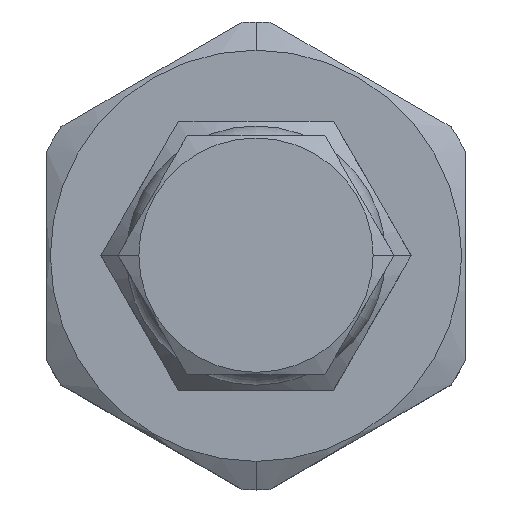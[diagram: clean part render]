
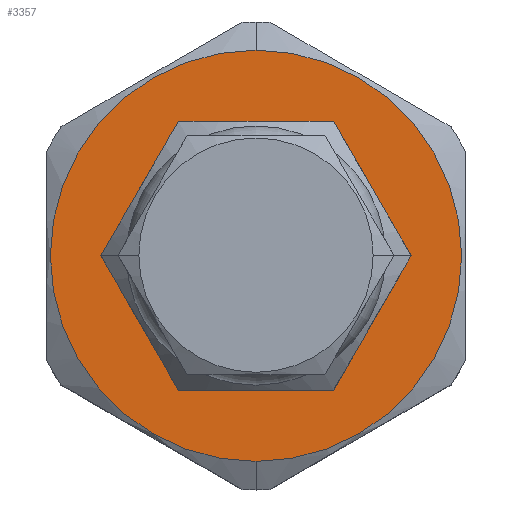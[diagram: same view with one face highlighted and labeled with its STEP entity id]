
A CAD part, top view. The second image highlights one B-rep face of the part: STEP entity #3357.
In plain terms, the highlighted planar face has unit normal (0, 0, 1).
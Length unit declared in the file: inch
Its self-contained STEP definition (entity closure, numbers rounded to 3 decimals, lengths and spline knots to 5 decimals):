
#787=CARTESIAN_POINT('',(0.,0.,2.561));
#788=DIRECTION('',(0.,0.,1.));
#789=DIRECTION('',(0.,-1.,0.));
#790=AXIS2_PLACEMENT_3D('',#787,#788,#789);
#792=CARTESIAN_POINT('',(0.,0.,2.561));
#793=DIRECTION('',(0.,0.,1.));
#794=DIRECTION('',(0.,1.,0.));
#795=AXIS2_PLACEMENT_3D('',#792,#793,#794);
#797=CARTESIAN_POINT('',(0.,0.,2.561));
#798=DIRECTION('',(0.,0.,1.));
#799=DIRECTION('',(-1.,0.,0.));
#800=AXIS2_PLACEMENT_3D('',#797,#798,#799);
#802=CARTESIAN_POINT('',(0.,0.,2.561));
#803=DIRECTION('',(0.,0.,1.));
#804=DIRECTION('',(1.,0.,0.));
#805=AXIS2_PLACEMENT_3D('',#802,#803,#804);
#2295=CARTESIAN_POINT('',(0.,-0.43,2.561));
#2296=CARTESIAN_POINT('',(0.,0.43,2.561));
#2297=VERTEX_POINT('',#2295);
#2298=VERTEX_POINT('',#2296);
#2491=CARTESIAN_POINT('',(-0.271,0.,2.561));
#2492=CARTESIAN_POINT('',(0.271,0.,2.561));
#2493=VERTEX_POINT('',#2491);
#2494=VERTEX_POINT('',#2492);
#3341=CARTESIAN_POINT('',(0.,0.,2.561));
#3342=DIRECTION('',(0.,0.,1.));
#3343=DIRECTION('',(0.,1.,0.));
#3344=AXIS2_PLACEMENT_3D('',#3341,#3342,#3343);
#3345=PLANE('',#3344);
#3347=ORIENTED_EDGE('',*,*,#3346,.F.);
#3349=ORIENTED_EDGE('',*,*,#3348,.F.);
#3350=EDGE_LOOP('',(#3347,#3349));
#3351=FACE_OUTER_BOUND('',#3350,.F.);
#3353=ORIENTED_EDGE('',*,*,#3352,.T.);
#3354=ORIENTED_EDGE('',*,*,#3331,.T.);
#3355=EDGE_LOOP('',(#3353,#3354));
#3356=FACE_BOUND('',#3355,.F.);
#3357=ADVANCED_FACE('',(#3351,#3356),#3345,.T.);
#791=CIRCLE('',#790,0.43);
#796=CIRCLE('',#795,0.43);
#801=CIRCLE('',#800,0.271);
#806=CIRCLE('',#805,0.271);
#3331=EDGE_CURVE('',#2494,#2493,#806,.T.);
#3346=EDGE_CURVE('',#2297,#2298,#791,.T.);
#3348=EDGE_CURVE('',#2298,#2297,#796,.T.);
#3352=EDGE_CURVE('',#2493,#2494,#801,.T.);
